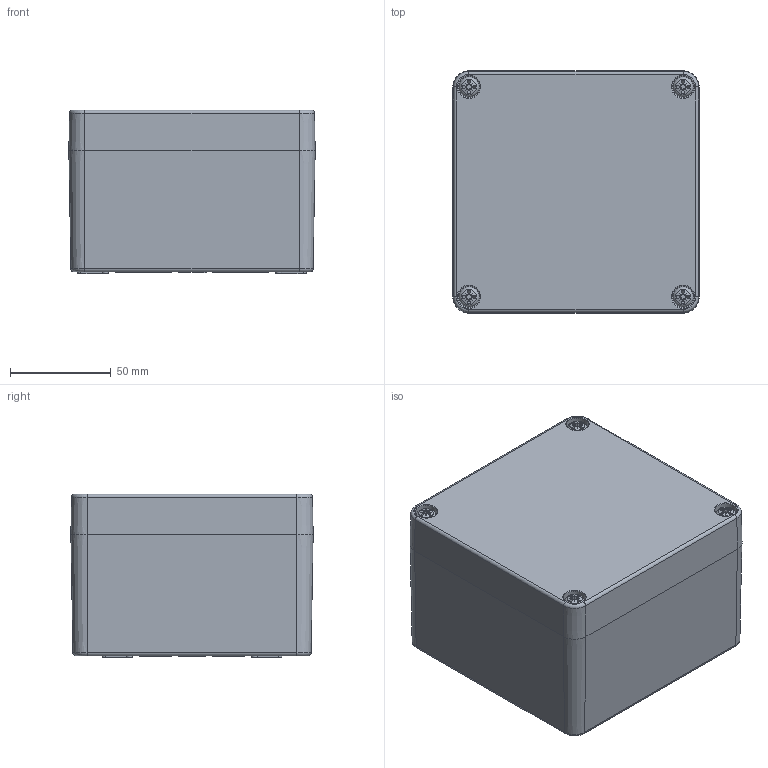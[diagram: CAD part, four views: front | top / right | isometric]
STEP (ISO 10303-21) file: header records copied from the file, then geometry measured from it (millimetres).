
FILE_DESCRIPTION((''),'2;1');
FILE_NAME('0101101800-MBA_121280_VE.stp','2014-11-28T10:20:04',('robin.rentz'),(''),'Autodesk Inventor 2012','Autodesk Inventor 2012','');
FILE_SCHEMA(('CONFIG_CONTROL_DESIGN'));
Length unit declared in the file: millimetre
Products named in the file (5): 0101101800-MBA_121280_VE; 0100101802-UT_121280-121290_VE; 0100101801-OT_121280_VE; Schraube BM 6x25; xxx-O-Ring-MBA_121280
Assembly tree (7 placements, depth 2):
  0101101800-MBA_121280_VE
    0100101802-UT_121280-121290_VE
    0100101801-OT_121280_VE
    Schraube BM 6x25  x4
    xxx-O-Ring-MBA_121280
Bounding box: 122 x 120 x 81 mm (x, y, z)
Volume: 328251.2 mm3; surface area: 152227.9 mm2
Topology: 7 solids, 7 shells, 1476 faces, 3692 edges, 2344 vertices
Faces by surface type: plane 594, bspline 335, cylinder 228, torus 174, cone 140, sphere 5
Full cylindrical faces by diameter (mm): 4.917 x11, 5 x4, 6 x8, 7.2 x5, 7.5 x4, 8 x5, 10 x4, 11 x8, 12 x2
Entity records: 43125 total; most frequent: CARTESIAN_POINT 12861, ORIENTED_EDGE 6502, DIRECTION 5485, EDGE_CURVE 3251, VERTEX_POINT 2124, AXIS2_PLACEMENT_3D 1869, VECTOR 1747, LINE 1747
